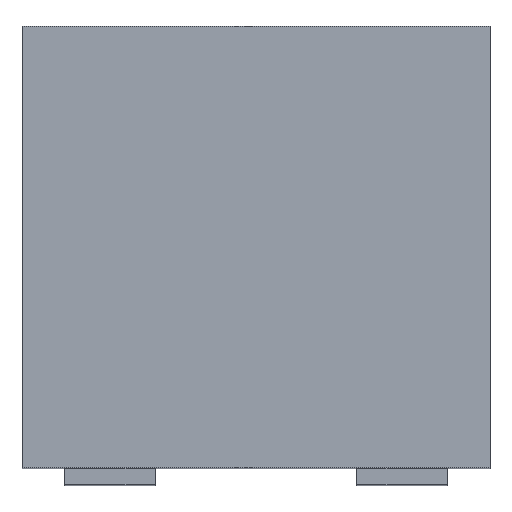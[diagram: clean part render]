
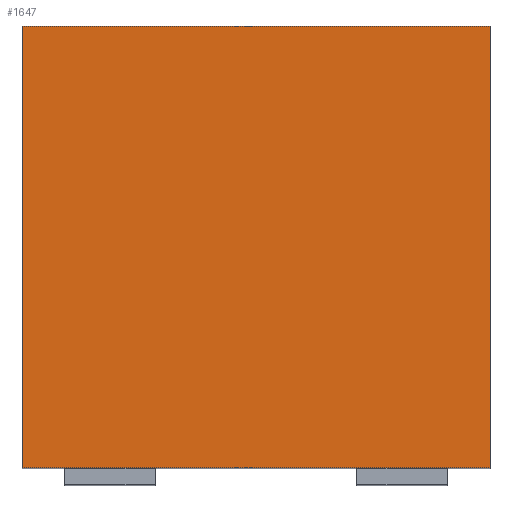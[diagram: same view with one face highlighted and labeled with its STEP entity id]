
A CAD part, top view. The second image highlights one B-rep face of the part: STEP entity #1647.
In plain terms, the highlighted planar face has unit normal (0, 0, 1).
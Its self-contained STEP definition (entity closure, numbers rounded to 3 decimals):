
#169 = EDGE_LOOP ( 'NONE', ( #2287, #520, #2005, #712 ) ) ;
#178 = DIRECTION ( 'NONE',  ( -1., 0., 0. ) ) ;
#252 = FACE_OUTER_BOUND ( 'NONE', #169, .T. ) ;
#264 = PLANE ( 'NONE',  #1601 ) ;
#360 = VECTOR ( 'NONE', #1652, 1000. ) ;
#519 = CARTESIAN_POINT ( 'NONE',  ( 4.15, 7.83, 4.4 ) ) ;
#520 = ORIENTED_EDGE ( 'NONE', *, *, #1356, .T. ) ;
#526 = CARTESIAN_POINT ( 'NONE',  ( -4.15, 7.83, 4.4 ) ) ;
#579 = EDGE_CURVE ( 'NONE', #939, #1027, #1893, .T. ) ;
#595 = CARTESIAN_POINT ( 'NONE',  ( 4.15, 7.83, 4.4 ) ) ;
#617 = CARTESIAN_POINT ( 'NONE',  ( -4.15, 0., 4.4 ) ) ;
#658 = CARTESIAN_POINT ( 'NONE',  ( -4.15, 7.83, 4.4 ) ) ;
#712 = ORIENTED_EDGE ( 'NONE', *, *, #2227, .F. ) ;
#781 = CARTESIAN_POINT ( 'NONE',  ( 4.15, 7.83, 4.4 ) ) ;
#788 = CARTESIAN_POINT ( 'NONE',  ( -4.15, 7.83, 4.4 ) ) ;
#844 = DIRECTION ( 'NONE',  ( -1., 0., 0. ) ) ;
#939 = VERTEX_POINT ( 'NONE', #1834 ) ;
#1027 = VERTEX_POINT ( 'NONE', #781 ) ;
#1071 = VERTEX_POINT ( 'NONE', #788 ) ;
#1163 = DIRECTION ( 'NONE',  ( 0., 1., 0. ) ) ;
#1356 = EDGE_CURVE ( 'NONE', #1027, #1071, #2331, .T. ) ;
#1396 = VECTOR ( 'NONE', #178, 1000. ) ;
#1398 = VECTOR ( 'NONE', #1163, 1000. ) ;
#1406 = DIRECTION ( 'NONE',  ( -1., 0., 0. ) ) ;
#1544 = VECTOR ( 'NONE', #1406, 1000. ) ;
#1601 = AXIS2_PLACEMENT_3D ( 'NONE', #658, #1957, #844 ) ;
#1612 = VERTEX_POINT ( 'NONE', #617 ) ;
#1647 = ADVANCED_FACE ( 'NONE', ( #252 ), #264, .F. ) ;
#1652 = DIRECTION ( 'NONE',  ( 0., 1., 0. ) ) ;
#1657 = LINE ( 'NONE', #1958, #1544 ) ;
#1834 = CARTESIAN_POINT ( 'NONE',  ( 4.15, 0., 4.4 ) ) ;
#1893 = LINE ( 'NONE', #595, #1398 ) ;
#1957 = DIRECTION ( 'NONE',  ( 0., 0., -1. ) ) ;
#1958 = CARTESIAN_POINT ( 'NONE',  ( 4.15, 0., 4.4 ) ) ;
#2005 = ORIENTED_EDGE ( 'NONE', *, *, #2380, .F. ) ;
#2227 = EDGE_CURVE ( 'NONE', #939, #1612, #1657, .T. ) ;
#2287 = ORIENTED_EDGE ( 'NONE', *, *, #579, .T. ) ;
#2331 = LINE ( 'NONE', #519, #1396 ) ;
#2357 = LINE ( 'NONE', #526, #360 ) ;
#2380 = EDGE_CURVE ( 'NONE', #1612, #1071, #2357, .T. ) ;
